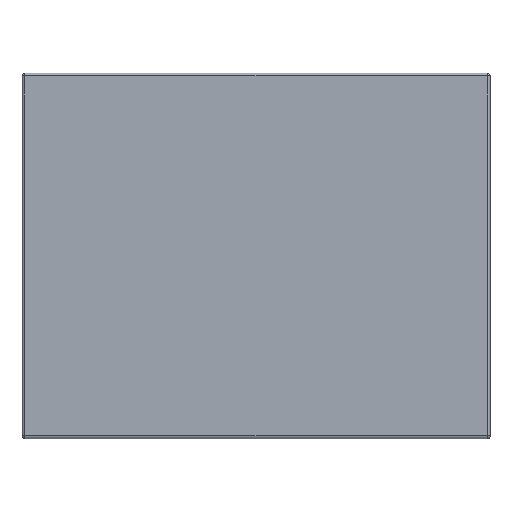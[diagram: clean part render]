
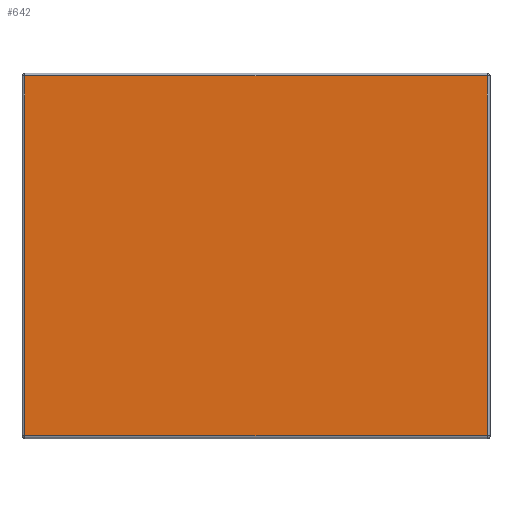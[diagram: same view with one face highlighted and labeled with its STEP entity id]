
A CAD part, top view. The second image highlights one B-rep face of the part: STEP entity #642.
In plain terms, the highlighted face is planar.
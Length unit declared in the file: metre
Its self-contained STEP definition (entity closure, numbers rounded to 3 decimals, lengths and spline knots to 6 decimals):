
#20=PLANE('',#701);
#42=LINE('',#896,#80);
#45=LINE('',#903,#83);
#48=LINE('',#922,#86);
#51=LINE('',#928,#89);
#80=VECTOR('',#750,1.);
#83=VECTOR('',#757,1.);
#86=VECTOR('',#780,1.);
#89=VECTOR('',#787,1.);
#202=ORIENTED_EDGE('',*,*,#269,.F.);
#203=ORIENTED_EDGE('',*,*,#256,.F.);
#204=ORIENTED_EDGE('',*,*,#252,.F.);
#205=ORIENTED_EDGE('',*,*,#265,.F.);
#252=EDGE_CURVE('',#311,#310,#42,.T.);
#256=EDGE_CURVE('',#310,#314,#45,.T.);
#265=EDGE_CURVE('',#319,#311,#48,.T.);
#269=EDGE_CURVE('',#314,#319,#51,.T.);
#310=VERTEX_POINT('',#890);
#311=VERTEX_POINT('',#894);
#314=VERTEX_POINT('',#901);
#319=VERTEX_POINT('',#920);
#374=EDGE_LOOP('',(#202,#203,#204,#205));
#402=FACE_BOUND('',#374,.T.);
#642=ADVANCED_FACE('',(#402),#20,.F.);
#701=AXIS2_PLACEMENT_3D('',#975,#840,#841);
#750=DIRECTION('',(0.,0.,1.));
#757=DIRECTION('',(-1.,0.,0.));
#780=DIRECTION('',(1.,0.,0.));
#787=DIRECTION('',(0.,0.,-1.));
#840=DIRECTION('',(0.,-1.,0.));
#841=DIRECTION('',(0.,0.,-1.));
#890=CARTESIAN_POINT('',(0.00158,0.0006,0.00123));
#894=CARTESIAN_POINT('',(0.00158,0.0006,-0.00123));
#896=CARTESIAN_POINT('',(0.00158,0.0006,0.));
#901=CARTESIAN_POINT('',(-0.00158,0.0006,0.00123));
#903=CARTESIAN_POINT('',(0.,0.0006,0.00123));
#920=CARTESIAN_POINT('',(-0.00158,0.0006,-0.00123));
#922=CARTESIAN_POINT('',(0.,0.0006,-0.00123));
#928=CARTESIAN_POINT('',(-0.00158,0.0006,0.));
#975=CARTESIAN_POINT('',(0.,0.0006,0.));
